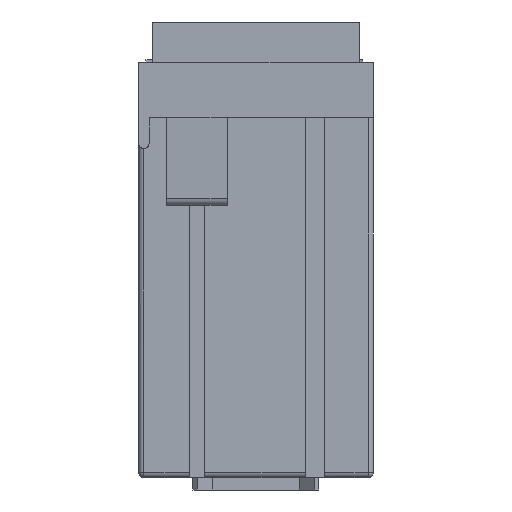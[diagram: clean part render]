
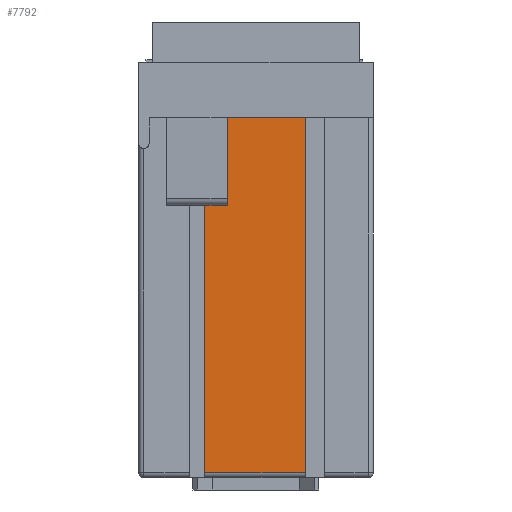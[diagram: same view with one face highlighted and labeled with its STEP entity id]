
A CAD part, left-side view. The second image highlights one B-rep face of the part: STEP entity #7792.
In plain terms, the highlighted planar face has unit normal (-1, 0, 0).
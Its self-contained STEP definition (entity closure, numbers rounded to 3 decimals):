
#2659=PLANE('',#20005);
#3388=FACE_OUTER_BOUND('',#9101,.T.);
#4440=LINE('',#27720,#6104);
#4441=LINE('',#27722,#6105);
#4443=LINE('',#27728,#6107);
#4469=LINE('',#27790,#6133);
#4472=LINE('',#27796,#6136);
#4473=LINE('',#27797,#6137);
#6104=VECTOR('',#21448,1.);
#6105=VECTOR('',#21451,1.);
#6107=VECTOR('',#21457,1.);
#6133=VECTOR('',#21511,1.);
#6136=VECTOR('',#21516,1.);
#6137=VECTOR('',#21517,1.);
#7792=ADVANCED_FACE('',(#3388),#2659,.F.);
#9101=EDGE_LOOP('',(#10869,#10870,#10871,#10872,#10873,#10874));
#10869=ORIENTED_EDGE('',*,*,#17617,.F.);
#10870=ORIENTED_EDGE('',*,*,#17620,.F.);
#10871=ORIENTED_EDGE('',*,*,#17587,.F.);
#10872=ORIENTED_EDGE('',*,*,#17584,.F.);
#10873=ORIENTED_EDGE('',*,*,#17583,.F.);
#10874=ORIENTED_EDGE('',*,*,#17621,.T.);
#15770=VERTEX_POINT('',#27715);
#15772=VERTEX_POINT('',#27719);
#15773=VERTEX_POINT('',#27723);
#15775=VERTEX_POINT('',#27729);
#15791=VERTEX_POINT('',#27791);
#15792=VERTEX_POINT('',#27792);
#17583=EDGE_CURVE('',#15772,#15770,#4440,.T.);
#17584=EDGE_CURVE('',#15770,#15773,#4441,.T.);
#17587=EDGE_CURVE('',#15773,#15775,#4443,.T.);
#17617=EDGE_CURVE('',#15791,#15792,#4469,.T.);
#17620=EDGE_CURVE('',#15775,#15791,#4472,.T.);
#17621=EDGE_CURVE('',#15772,#15792,#4473,.T.);
#20005=AXIS2_PLACEMENT_3D('',#27798,#21518,#21519);
#21448=DIRECTION('',(0.,0.,-1.));
#21451=DIRECTION('',(0.,1.,0.));
#21457=DIRECTION('',(0.,0.,1.));
#21511=DIRECTION('',(0.,0.,-1.));
#21516=DIRECTION('',(0.,-1.,0.));
#21517=DIRECTION('',(0.,1.,0.));
#21518=DIRECTION('',(1.,0.,0.));
#21519=DIRECTION('',(0.,-1.,0.));
#27715=CARTESIAN_POINT('',(-73.409,-16.598,87.328));
#27719=CARTESIAN_POINT('',(-73.409,-16.598,121.828));
#27720=CARTESIAN_POINT('',(-73.409,-16.598,125.328));
#27722=CARTESIAN_POINT('',(-73.409,-16.598,87.328));
#27723=CARTESIAN_POINT('',(-73.409,-6.798,87.328));
#27728=CARTESIAN_POINT('',(-73.409,-6.798,87.328));
#27729=CARTESIAN_POINT('',(-73.409,-6.798,127.228));
#27790=CARTESIAN_POINT('',(-73.409,-9.498,121.828));
#27791=CARTESIAN_POINT('',(-73.409,-9.498,127.228));
#27792=CARTESIAN_POINT('',(-73.409,-9.498,121.828));
#27796=CARTESIAN_POINT('',(-73.409,-6.798,127.228));
#27797=CARTESIAN_POINT('',(-73.409,-9.198,121.828));
#27798=CARTESIAN_POINT('',(-73.409,-6.138,127.719));
